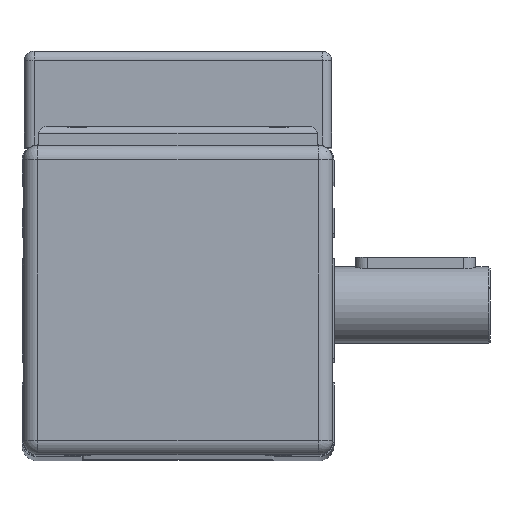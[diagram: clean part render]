
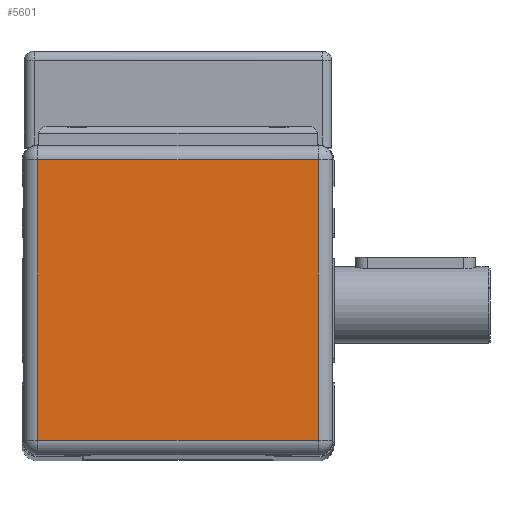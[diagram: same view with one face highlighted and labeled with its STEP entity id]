
A CAD part, top view. The second image highlights one B-rep face of the part: STEP entity #5601.
In plain terms, the highlighted planar face has unit normal (0, 0, 1).
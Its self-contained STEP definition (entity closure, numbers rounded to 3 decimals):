
#5286=CARTESIAN_POINT('',(-25.365,48.318,580.));
#5287=VERTEX_POINT('',#5286);
#5295=CARTESIAN_POINT('',(33.135,48.318,580.));
#5296=VERTEX_POINT('',#5295);
#5297=CARTESIAN_POINT('',(-25.365,48.318,580.));
#5298=DIRECTION('',(1.0,0.0,0.0));
#5299=VECTOR('',#5298,58.5);
#5300=LINE('',#5297,#5299);
#5301=EDGE_CURVE('',#5287,#5296,#5300,.T.);
#5333=CARTESIAN_POINT('',(33.135,-10.182,580.));
#5334=VERTEX_POINT('',#5333);
#5335=CARTESIAN_POINT('',(33.135,48.318,580.));
#5336=DIRECTION('',(0.0,-1.0,0.0));
#5337=VECTOR('',#5336,58.5);
#5338=LINE('',#5335,#5337);
#5339=EDGE_CURVE('',#5296,#5334,#5338,.T.);
#5381=CARTESIAN_POINT('',(-25.365,-10.182,580.));
#5382=VERTEX_POINT('',#5381);
#5383=CARTESIAN_POINT('',(33.135,-10.182,580.));
#5384=DIRECTION('',(-1.0,0.0,0.0));
#5385=VECTOR('',#5384,58.5);
#5386=LINE('',#5383,#5385);
#5387=EDGE_CURVE('',#5334,#5382,#5386,.T.);
#5431=CARTESIAN_POINT('',(-25.365,-10.182,580.));
#5432=DIRECTION('',(0.0,1.0,0.0));
#5433=VECTOR('',#5432,58.5);
#5434=LINE('',#5431,#5433);
#5435=EDGE_CURVE('',#5382,#5287,#5434,.T.);
#5590=CARTESIAN_POINT('',(-24.102,4.568,580.));
#5591=DIRECTION('',(0.0,0.0,1.0));
#5592=DIRECTION('',(1.0,0.0,0.0));
#5593=AXIS2_PLACEMENT_3D('',#5590,#5591,#5592);
#5594=PLANE('',#5593);
#5595=ORIENTED_EDGE('',*,*,#5301,.F.);
#5596=ORIENTED_EDGE('',*,*,#5435,.F.);
#5597=ORIENTED_EDGE('',*,*,#5387,.F.);
#5598=ORIENTED_EDGE('',*,*,#5339,.F.);
#5599=EDGE_LOOP('',(#5595,#5596,#5597,#5598));
#5600=FACE_OUTER_BOUND('',#5599,.T.);
#5601=ADVANCED_FACE('',(#5600),#5594,.T.);
